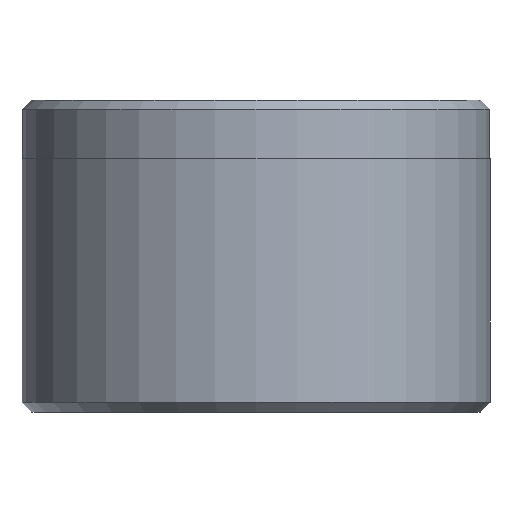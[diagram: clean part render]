
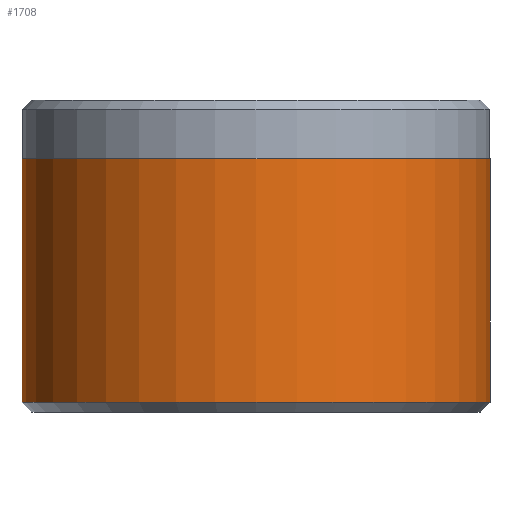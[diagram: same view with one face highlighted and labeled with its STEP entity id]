
A CAD part, front view. The second image highlights one B-rep face of the part: STEP entity #1708.
In plain terms, the highlighted cylindrical face has radius 12 mm (diameter 24 mm), a partial arc.
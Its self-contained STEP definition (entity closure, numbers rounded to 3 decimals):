
#3 = FACE_OUTER_BOUND ( 'NONE', #807, .T. ) ;
#58 = LINE ( 'NONE', #1218, #1103 ) ;
#152 = ORIENTED_EDGE ( 'NONE', *, *, #872, .F. ) ;
#323 = CARTESIAN_POINT ( 'NONE',  ( 0., 0., 13. ) ) ;
#386 = CYLINDRICAL_SURFACE ( 'NONE', #1614, 12. ) ;
#391 = CARTESIAN_POINT ( 'NONE',  ( 0., 0., 16. ) ) ;
#604 = CARTESIAN_POINT ( 'NONE',  ( 0., 0., 0.5 ) ) ;
#635 = CARTESIAN_POINT ( 'NONE',  ( 12., 0., 13. ) ) ;
#677 = ORIENTED_EDGE ( 'NONE', *, *, #1179, .F. ) ;
#690 = VERTEX_POINT ( 'NONE', #635 ) ;
#717 = VERTEX_POINT ( 'NONE', #929 ) ;
#807 = EDGE_LOOP ( 'NONE', ( #677, #152, #881, #1480 ) ) ;
#872 = EDGE_CURVE ( 'NONE', #1333, #690, #913, .T. ) ;
#881 = ORIENTED_EDGE ( 'NONE', *, *, #1704, .T. ) ;
#882 = VECTOR ( 'NONE', #1662, 1000. ) ;
#893 = DIRECTION ( 'NONE',  ( 0., 0., -1. ) ) ;
#913 = CIRCLE ( 'NONE', #1229, 12. ) ;
#929 = CARTESIAN_POINT ( 'NONE',  ( 12., 0., 0.5 ) ) ;
#976 = CIRCLE ( 'NONE', #1870, 12. ) ;
#1103 = VECTOR ( 'NONE', #893, 1000. ) ;
#1179 = EDGE_CURVE ( 'NONE', #690, #717, #58, .T. ) ;
#1218 = CARTESIAN_POINT ( 'NONE',  ( 12., 0., 16. ) ) ;
#1229 = AXIS2_PLACEMENT_3D ( 'NONE', #323, #1415, #1900 ) ;
#1313 = LINE ( 'NONE', #1826, #882 ) ;
#1333 = VERTEX_POINT ( 'NONE', #1842 ) ;
#1374 = DIRECTION ( 'NONE',  ( 0., 0., -1. ) ) ;
#1415 = DIRECTION ( 'NONE',  ( 0., 0., 1. ) ) ;
#1465 = VERTEX_POINT ( 'NONE', #1496 ) ;
#1480 = ORIENTED_EDGE ( 'NONE', *, *, #2021, .T. ) ;
#1496 = CARTESIAN_POINT ( 'NONE',  ( -12., 0., 0.5 ) ) ;
#1614 = AXIS2_PLACEMENT_3D ( 'NONE', #391, #1374, #1637 ) ;
#1637 = DIRECTION ( 'NONE',  ( -1., 0., 0. ) ) ;
#1662 = DIRECTION ( 'NONE',  ( 0., 0., -1. ) ) ;
#1704 = EDGE_CURVE ( 'NONE', #1333, #1465, #1313, .T. ) ;
#1708 = ADVANCED_FACE ( 'NONE', ( #3 ), #386, .T. ) ;
#1775 = DIRECTION ( 'NONE',  ( 0., 0., 1. ) ) ;
#1804 = DIRECTION ( 'NONE',  ( 1., 0., 0. ) ) ;
#1826 = CARTESIAN_POINT ( 'NONE',  ( -12., 0., 16. ) ) ;
#1842 = CARTESIAN_POINT ( 'NONE',  ( -12., 0., 13. ) ) ;
#1870 = AXIS2_PLACEMENT_3D ( 'NONE', #604, #1775, #1804 ) ;
#1900 = DIRECTION ( 'NONE',  ( 1., 0., 0. ) ) ;
#2021 = EDGE_CURVE ( 'NONE', #1465, #717, #976, .T. ) ;
